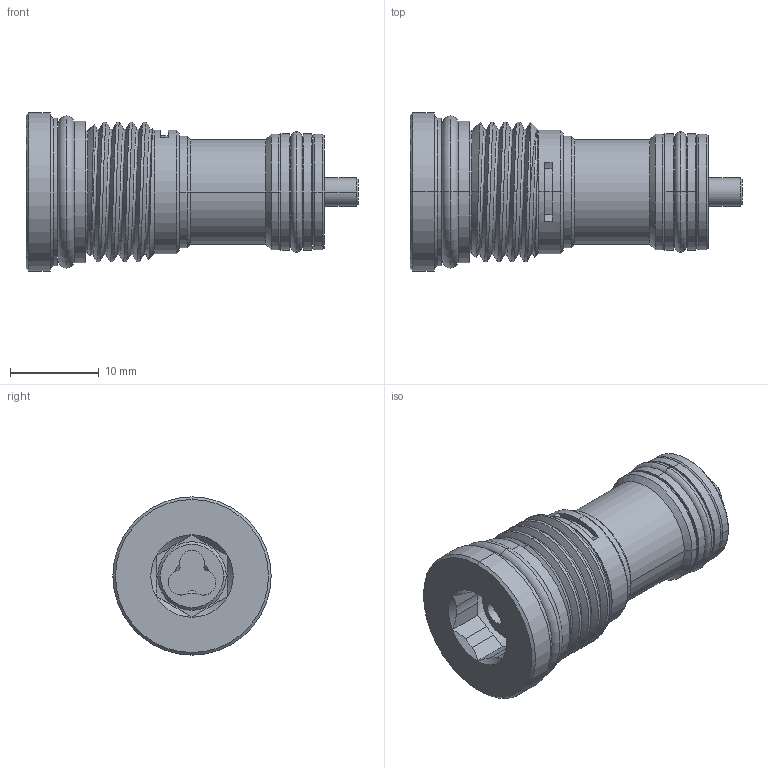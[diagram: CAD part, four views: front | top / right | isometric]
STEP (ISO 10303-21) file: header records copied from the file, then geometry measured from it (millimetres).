
FILE_DESCRIPTION (( 'STEP AP214' ), '1' );
FILE_NAME ('CD162AP2S20.STEP', '2016-04-11T08:27:07', ( '' ), ( '' ), 'SwSTEP 2.0', 'SolidWorks 2012', '' );
FILE_SCHEMA (( 'AUTOMOTIVE_DESIGN' ));
Length unit declared in the file: millimetre
Products named in the file (1): CD162AP2S20
Bounding box: 37.47 x 17.86 x 17.86 mm (x, y, z)
Volume: 4914.7 mm3; surface area: 3417.6 mm2
Topology: 4 solids, 4 shells, 154 faces, 356 edges, 222 vertices
Faces by surface type: cylinder 66, plane 34, cone 29, torus 20, bspline 3, sphere 2
Entity records: 5471 total; most frequent: CARTESIAN_POINT 1856, DIRECTION 803, ORIENTED_EDGE 712, EDGE_CURVE 356, AXIS2_PLACEMENT_3D 343, VERTEX_POINT 222, CIRCLE 191, EDGE_LOOP 172
